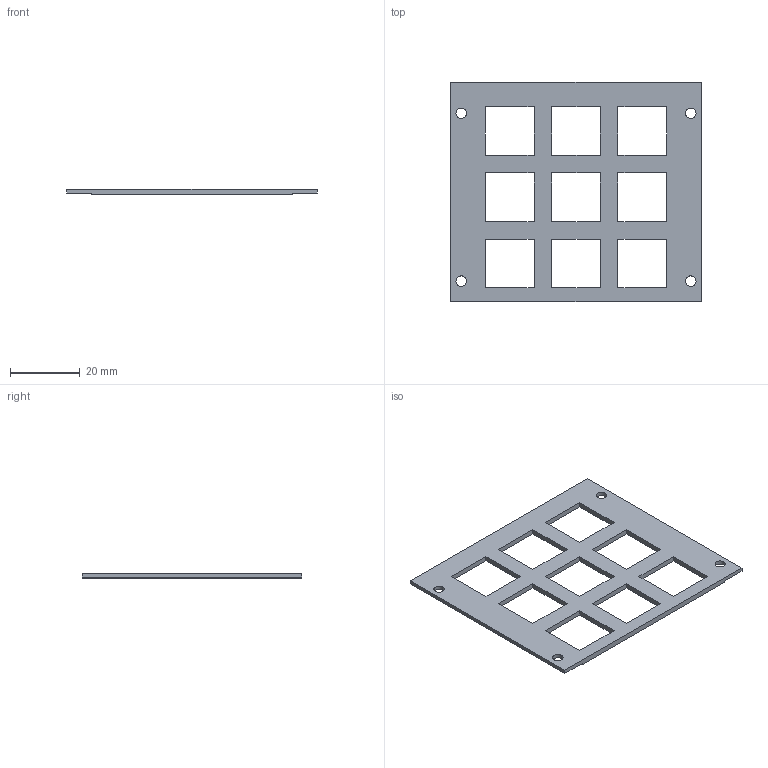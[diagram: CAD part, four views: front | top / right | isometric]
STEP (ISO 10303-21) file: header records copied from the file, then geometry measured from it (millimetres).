
FILE_DESCRIPTION(/* description */ (''),/* implementation_level */ '2;1');
FILE_NAME(/* name */ 'plate_for_cnc.step',/* time_stamp */ '2024-10-31T10:31:49+01:00',/* author */ (''),/* organization */ (''),/* preprocessor_version */ 'ST-DEVELOPER v20',/* originating_system */ 'Autodesk Translation Framework v13.20.0.188',/* authorisation */ '');
FILE_SCHEMA (('AUTOMOTIVE_DESIGN { 1 0 10303 214 3 1 1 }'));
Length unit declared in the file: millimetre
Products named in the file (2): DYI Macro Pad; Plate
Assembly tree (1 placements, depth 2):
  DYI Macro Pad
    Plate
Bounding box: 72 x 63 x 1.5 mm (x, y, z)
Volume: 3774.1 mm3; surface area: 6678.7 mm2
Topology: 1 solids, 1 shells, 50 faces, 144 edges, 96 vertices
Faces by surface type: plane 46, cylinder 4
Full cylindrical faces by diameter (mm): 3 x4
Entity records: 1842 total; most frequent: CARTESIAN_POINT 294, ORIENTED_EDGE 288, DIRECTION 260, EDGE_CURVE 144, LINE 136, VECTOR 136, VERTEX_POINT 96, EDGE_LOOP 76
